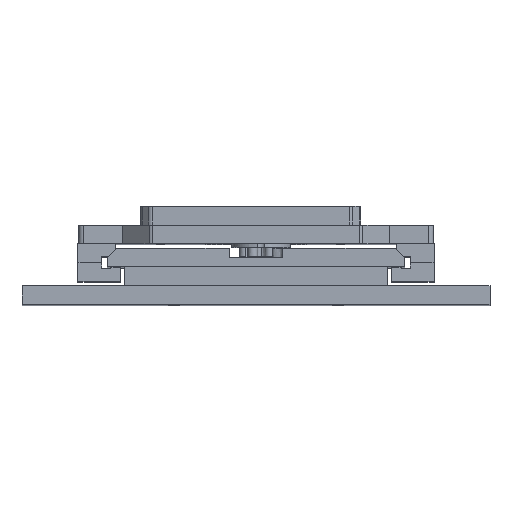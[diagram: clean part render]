
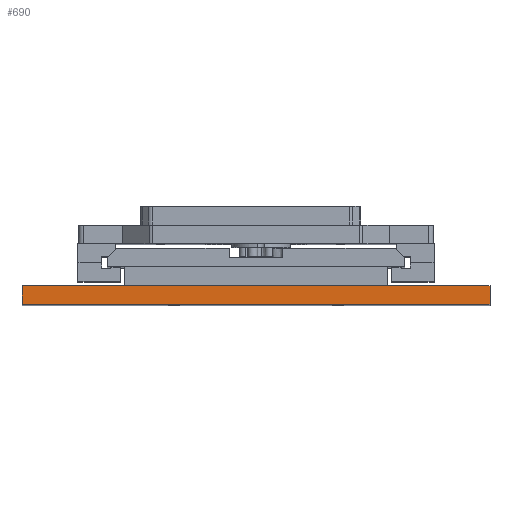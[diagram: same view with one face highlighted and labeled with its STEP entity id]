
A CAD part, top view. The second image highlights one B-rep face of the part: STEP entity #690.
In plain terms, the highlighted planar face has unit normal (0, 0, 1).
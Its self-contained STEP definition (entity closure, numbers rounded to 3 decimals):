
#239=B_SPLINE_CURVE_WITH_KNOTS('',1,(#20260,#20261),.UNSPECIFIED.,.F.,.F.,
(2,2),(0.,8.),.UNSPECIFIED.);
#244=B_SPLINE_CURVE_WITH_KNOTS('',1,(#20270,#20271),.UNSPECIFIED.,.F.,.F.,
(2,2),(0.,8.),.UNSPECIFIED.);
#246=B_SPLINE_CURVE_WITH_KNOTS('',1,(#20274,#20275),.UNSPECIFIED.,.F.,.F.,
(2,2),(-3.,-2.),.UNSPECIFIED.);
#247=B_SPLINE_CURVE_WITH_KNOTS('',1,(#20276,#20277),.UNSPECIFIED.,.F.,.F.,
(2,2),(-3.,-2.),.UNSPECIFIED.);
#690=ADVANCED_FACE('',(#987),#5060,.T.);
#987=FACE_OUTER_BOUND('',#1395,.T.);
#1395=EDGE_LOOP('',(#2804,#2805,#2806,#2807));
#2804=ORIENTED_EDGE('',*,*,#3744,.T.);
#2805=ORIENTED_EDGE('',*,*,#3737,.T.);
#2806=ORIENTED_EDGE('',*,*,#3745,.F.);
#2807=ORIENTED_EDGE('',*,*,#3742,.F.);
#3737=EDGE_CURVE('',#4863,#4866,#239,.T.);
#3742=EDGE_CURVE('',#4869,#4870,#244,.T.);
#3744=EDGE_CURVE('',#4869,#4863,#246,.T.);
#3745=EDGE_CURVE('',#4870,#4866,#247,.T.);
#4863=VERTEX_POINT('',#20206);
#4866=VERTEX_POINT('',#20209);
#4869=VERTEX_POINT('',#20212);
#4870=VERTEX_POINT('',#20213);
#5060=PLANE('',#5377);
#5377=AXIS2_PLACEMENT_3D('',#20003,#5490,$);
#5490=DIRECTION('',(0.,0.,1.));
#20003=CARTESIAN_POINT('',(100.,44.5,788.472));
#20206=CARTESIAN_POINT('',(-100.,44.5,788.472));
#20209=CARTESIAN_POINT('',(-100.,36.5,788.472));
#20212=CARTESIAN_POINT('',(100.,44.5,788.472));
#20213=CARTESIAN_POINT('',(100.,36.5,788.472));
#20260=CARTESIAN_POINT('',(-100.,44.5,788.472));
#20261=CARTESIAN_POINT('',(-100.,36.5,788.472));
#20270=CARTESIAN_POINT('',(100.,44.5,788.472));
#20271=CARTESIAN_POINT('',(100.,36.5,788.472));
#20274=CARTESIAN_POINT('',(100.,44.5,788.472));
#20275=CARTESIAN_POINT('',(-100.,44.5,788.472));
#20276=CARTESIAN_POINT('',(100.,36.5,788.472));
#20277=CARTESIAN_POINT('',(-100.,36.5,788.472));
